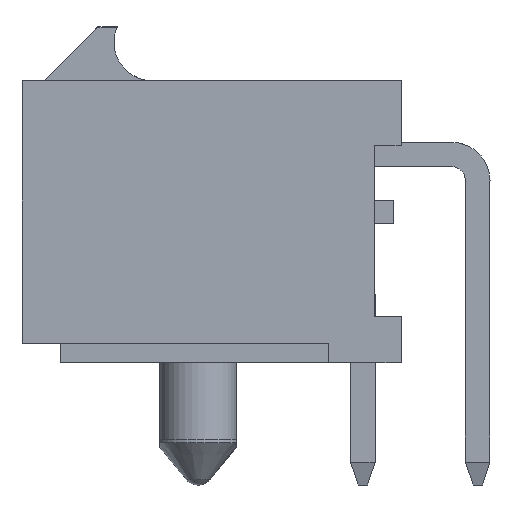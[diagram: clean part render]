
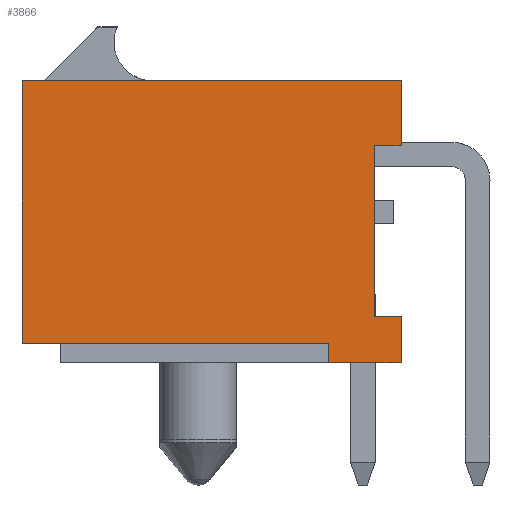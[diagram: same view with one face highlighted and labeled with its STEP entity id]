
A CAD part, left-side view. The second image highlights one B-rep face of the part: STEP entity #3866.
In plain terms, the highlighted planar face has unit normal (-1, 0, -0.001).
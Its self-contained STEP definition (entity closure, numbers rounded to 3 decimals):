
#465=ORIENTED_EDGE('',*,*,#1543,.F.);
#466=ORIENTED_EDGE('',*,*,#1544,.T.);
#467=ORIENTED_EDGE('',*,*,#1409,.T.);
#468=ORIENTED_EDGE('',*,*,#1320,.T.);
#469=ORIENTED_EDGE('',*,*,#1313,.T.);
#470=ORIENTED_EDGE('',*,*,#1536,.T.);
#471=ORIENTED_EDGE('',*,*,#1512,.T.);
#472=ORIENTED_EDGE('',*,*,#1545,.F.);
#473=ORIENTED_EDGE('',*,*,#1546,.T.);
#474=ORIENTED_EDGE('',*,*,#1490,.T.);
#1313=EDGE_CURVE('',#1872,#1871,#2248,.T.);
#1320=EDGE_CURVE('',#1878,#1872,#2255,.T.);
#1409=EDGE_CURVE('',#1954,#1878,#2335,.T.);
#1490=EDGE_CURVE('',#2023,#2022,#2407,.T.);
#1512=EDGE_CURVE('',#2041,#2040,#2429,.T.);
#1536=EDGE_CURVE('',#1871,#2041,#2453,.T.);
#1543=EDGE_CURVE('',#2057,#2022,#2460,.T.);
#1544=EDGE_CURVE('',#2057,#1954,#2461,.T.);
#1545=EDGE_CURVE('',#2058,#2040,#2462,.T.);
#1546=EDGE_CURVE('',#2058,#2023,#2463,.T.);
#1871=VERTEX_POINT('',#5785);
#1872=VERTEX_POINT('',#5787);
#1878=VERTEX_POINT('',#5801);
#1954=VERTEX_POINT('',#5980);
#2022=VERTEX_POINT('',#6146);
#2023=VERTEX_POINT('',#6148);
#2040=VERTEX_POINT('',#6187);
#2041=VERTEX_POINT('',#6189);
#2057=VERTEX_POINT('',#6239);
#2058=VERTEX_POINT('',#6242);
#2248=LINE('',#5786,#2777);
#2255=LINE('',#5800,#2784);
#2335=LINE('',#5983,#2864);
#2407=LINE('',#6147,#2936);
#2429=LINE('',#6188,#2958);
#2453=LINE('',#6228,#2982);
#2460=LINE('',#6238,#2989);
#2461=LINE('',#6240,#2990);
#2462=LINE('',#6241,#2991);
#2463=LINE('',#6243,#2992);
#2777=VECTOR('',#4717,1000.);
#2784=VECTOR('',#4726,1000.);
#2864=VECTOR('',#4840,1000.);
#2936=VECTOR('',#4946,1000.);
#2958=VECTOR('',#4970,1000.);
#2982=VECTOR('',#4996,1000.);
#2989=VECTOR('',#5007,1000.);
#2990=VECTOR('',#5008,1000.);
#2991=VECTOR('',#5009,1000.);
#2992=VECTOR('',#5010,1000.);
#3268=EDGE_LOOP('',(#465,#466,#467,#468,#469,#470,#471,#472,#473,#474));
#3477=FACE_BOUND('',#3268,.T.);
#3677=PLANE('',#4417);
#3866=ADVANCED_FACE('',(#3477),#3677,.T.);
#4417=AXIS2_PLACEMENT_3D('',#6237,#5005,#5006);
#4717=DIRECTION('',(0.,0.,1.));
#4726=DIRECTION('',(0.,-1.,0.));
#4840=DIRECTION('',(0.,0.,-1.));
#4946=DIRECTION('',(0.,-1.,0.));
#4970=DIRECTION('',(0.,0.,-1.));
#4996=DIRECTION('',(0.,1.,0.));
#5005=DIRECTION('',(-1.,0.,0.));
#5006=DIRECTION('',(0.,0.,1.));
#5007=DIRECTION('',(0.,0.,-1.));
#5008=DIRECTION('',(0.,-1.,0.));
#5009=DIRECTION('',(0.,-1.,0.));
#5010=DIRECTION('',(0.,0.,-1.));
#5785=CARTESIAN_POINT('',(-3.35,-3.43,4.95));
#5786=CARTESIAN_POINT('',(-3.35,-3.43,-4.95));
#5787=CARTESIAN_POINT('',(-3.35,-3.43,-4.95));
#5800=CARTESIAN_POINT('',(-3.35,3.43,-4.95));
#5801=CARTESIAN_POINT('',(-3.35,-1.73,-4.95));
#5980=CARTESIAN_POINT('',(-3.35,-1.73,-4.25));
#5983=CARTESIAN_POINT('',(-3.35,-1.73,-3.95));
#6146=CARTESIAN_POINT('',(-3.35,2.73,-4.95));
#6147=CARTESIAN_POINT('',(-3.35,3.43,-4.95));
#6148=CARTESIAN_POINT('',(-3.35,3.93,-4.95));
#6187=CARTESIAN_POINT('',(-3.35,3.43,-3.05));
#6188=CARTESIAN_POINT('',(-3.35,3.43,4.95));
#6189=CARTESIAN_POINT('',(-3.35,3.43,4.95));
#6228=CARTESIAN_POINT('',(-3.35,-3.43,4.95));
#6237=CARTESIAN_POINT('',(-3.35,0.,0.));
#6238=CARTESIAN_POINT('',(-3.35,2.73,-3.95));
#6239=CARTESIAN_POINT('',(-3.35,2.73,-4.25));
#6240=CARTESIAN_POINT('',(-3.35,2.73,-4.25));
#6241=CARTESIAN_POINT('',(-3.35,3.93,-3.05));
#6242=CARTESIAN_POINT('',(-3.35,3.93,-3.05));
#6243=CARTESIAN_POINT('',(-3.35,3.93,-3.05));
